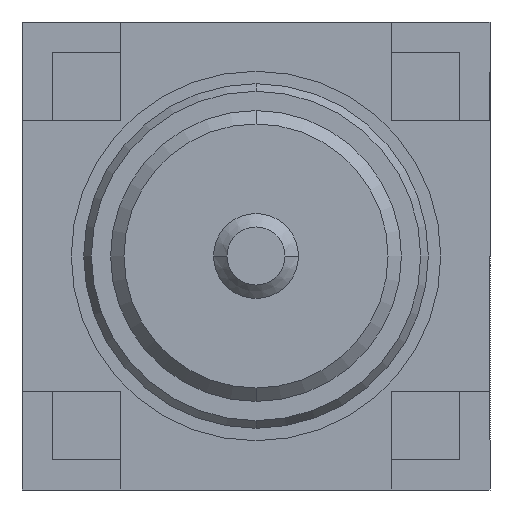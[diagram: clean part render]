
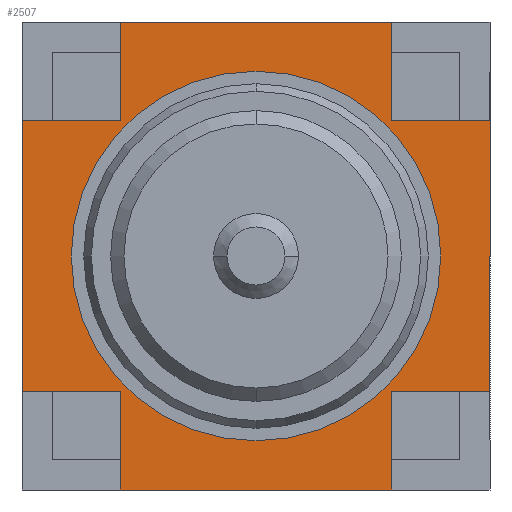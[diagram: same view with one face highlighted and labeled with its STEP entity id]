
A CAD part, front view. The second image highlights one B-rep face of the part: STEP entity #2507.
In plain terms, the highlighted planar face has unit normal (0, -1, 0).
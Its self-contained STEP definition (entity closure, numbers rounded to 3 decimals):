
#39 = CARTESIAN_POINT ( 'NONE',  ( 0., 0.5, 0. ) ) ;
#110 = DIRECTION ( 'NONE',  ( 0., -1., 0. ) ) ;
#120 = CARTESIAN_POINT ( 'NONE',  ( -3.5, 0.5, -2.03 ) ) ;
#152 = DIRECTION ( 'NONE',  ( -1., 0., 0. ) ) ;
#174 = CARTESIAN_POINT ( 'NONE',  ( -2.03, 0.5, -2.03 ) ) ;
#177 = CARTESIAN_POINT ( 'NONE',  ( 2.03, 0.5, -2.03 ) ) ;
#232 = EDGE_CURVE ( 'NONE', #1477, #2022, #1534, .T. ) ;
#251 = DIRECTION ( 'NONE',  ( 0., 0., -1. ) ) ;
#256 = CARTESIAN_POINT ( 'NONE',  ( -2.03, 0.5, -2.03 ) ) ;
#287 = ORIENTED_EDGE ( 'NONE', *, *, #3999, .F. ) ;
#332 = LINE ( 'NONE', #3900, #689 ) ;
#374 = DIRECTION ( 'NONE',  ( 1., 0., 0. ) ) ;
#412 = LINE ( 'NONE', #2596, #2147 ) ;
#437 = LINE ( 'NONE', #3261, #2695 ) ;
#455 = CARTESIAN_POINT ( 'NONE',  ( 0., 0.5, 2.763 ) ) ;
#510 = DIRECTION ( 'NONE',  ( 1., 0., 0. ) ) ;
#529 = CARTESIAN_POINT ( 'NONE',  ( -2.03, 0.5, 2.03 ) ) ;
#541 = EDGE_CURVE ( 'NONE', #3009, #4027, #1102, .T. ) ;
#582 = EDGE_CURVE ( 'NONE', #1705, #3992, #2475, .T. ) ;
#648 = LINE ( 'NONE', #1281, #2719 ) ;
#676 = LINE ( 'NONE', #2606, #1621 ) ;
#678 = VERTEX_POINT ( 'NONE', #3456 ) ;
#686 = ORIENTED_EDGE ( 'NONE', *, *, #582, .T. ) ;
#689 = VECTOR ( 'NONE', #921, 1000. ) ;
#725 = ORIENTED_EDGE ( 'NONE', *, *, #2797, .T. ) ;
#766 = CARTESIAN_POINT ( 'NONE',  ( 2.03, 0.5, 2.03 ) ) ;
#808 = CIRCLE ( 'NONE', #2225, 2.763 ) ;
#921 = DIRECTION ( 'NONE',  ( -1., 0., 0. ) ) ;
#950 = ORIENTED_EDGE ( 'NONE', *, *, #1314, .F. ) ;
#967 = LINE ( 'NONE', #1211, #1422 ) ;
#978 = VERTEX_POINT ( 'NONE', #1014 ) ;
#1014 = CARTESIAN_POINT ( 'NONE',  ( -2.03, 0.5, -3.5 ) ) ;
#1030 = CARTESIAN_POINT ( 'NONE',  ( 2.03, 0.5, -3.5 ) ) ;
#1038 = EDGE_CURVE ( 'NONE', #4027, #1590, #676, .T. ) ;
#1060 = ORIENTED_EDGE ( 'NONE', *, *, #1361, .T. ) ;
#1102 = LINE ( 'NONE', #766, #1216 ) ;
#1158 = CARTESIAN_POINT ( 'NONE',  ( 0., 0.5, 0. ) ) ;
#1168 = VERTEX_POINT ( 'NONE', #455 ) ;
#1174 = ORIENTED_EDGE ( 'NONE', *, *, #541, .T. ) ;
#1211 = CARTESIAN_POINT ( 'NONE',  ( -3.5, 0.5, -3.5 ) ) ;
#1216 = VECTOR ( 'NONE', #152, 1000. ) ;
#1273 = EDGE_CURVE ( 'NONE', #3009, #3985, #648, .T. ) ;
#1281 = CARTESIAN_POINT ( 'NONE',  ( 3.5, 0.5, -3.5 ) ) ;
#1314 = EDGE_CURVE ( 'NONE', #2661, #4129, #967, .T. ) ;
#1336 = AXIS2_PLACEMENT_3D ( 'NONE', #39, #2140, #2281 ) ;
#1355 = VECTOR ( 'NONE', #3435, 1000. ) ;
#1361 = EDGE_CURVE ( 'NONE', #3992, #4129, #332, .T. ) ;
#1384 = CARTESIAN_POINT ( 'NONE',  ( 2.03, 0.5, 3.5 ) ) ;
#1422 = VECTOR ( 'NONE', #1563, 1000. ) ;
#1445 = CARTESIAN_POINT ( 'NONE',  ( -2.03, 0.5, 2.03 ) ) ;
#1467 = VECTOR ( 'NONE', #251, 1000. ) ;
#1474 = DIRECTION ( 'NONE',  ( 0., 0., 1. ) ) ;
#1477 = VERTEX_POINT ( 'NONE', #1030 ) ;
#1486 = CARTESIAN_POINT ( 'NONE',  ( -2.03, 0.5, -2.03 ) ) ;
#1492 = ORIENTED_EDGE ( 'NONE', *, *, #1508, .F. ) ;
#1508 = EDGE_CURVE ( 'NONE', #1705, #1590, #2646, .T. ) ;
#1534 = LINE ( 'NONE', #177, #1898 ) ;
#1563 = DIRECTION ( 'NONE',  ( 0., 0., 1. ) ) ;
#1590 = VERTEX_POINT ( 'NONE', #1384 ) ;
#1596 = EDGE_CURVE ( 'NONE', #2022, #3985, #437, .T. ) ;
#1621 = VECTOR ( 'NONE', #3239, 1000. ) ;
#1657 = DIRECTION ( 'NONE',  ( 1., 0., 0. ) ) ;
#1662 = ORIENTED_EDGE ( 'NONE', *, *, #1596, .T. ) ;
#1705 = VERTEX_POINT ( 'NONE', #3129 ) ;
#1727 = CARTESIAN_POINT ( 'NONE',  ( 0., 0.5, 0. ) ) ;
#1739 = AXIS2_PLACEMENT_3D ( 'NONE', #1727, #3038, #2716 ) ;
#1837 = CARTESIAN_POINT ( 'NONE',  ( -3.5, 0.5, 2.03 ) ) ;
#1898 = VECTOR ( 'NONE', #1474, 1000. ) ;
#1961 = EDGE_CURVE ( 'NONE', #1477, #978, #412, .T. ) ;
#1998 = CARTESIAN_POINT ( 'NONE',  ( 2.03, 0.5, -2.03 ) ) ;
#2022 = VERTEX_POINT ( 'NONE', #1998 ) ;
#2039 = DIRECTION ( 'NONE',  ( -1., 0., 0. ) ) ;
#2080 = VERTEX_POINT ( 'NONE', #256 ) ;
#2112 = VECTOR ( 'NONE', #1657, 1000. ) ;
#2140 = DIRECTION ( 'NONE',  ( 0., 1., 0. ) ) ;
#2146 = ORIENTED_EDGE ( 'NONE', *, *, #1961, .F. ) ;
#2147 = VECTOR ( 'NONE', #2039, 1000. ) ;
#2225 = AXIS2_PLACEMENT_3D ( 'NONE', #1158, #110, #3099 ) ;
#2240 = FACE_OUTER_BOUND ( 'NONE', #4082, .T. ) ;
#2281 = DIRECTION ( 'NONE',  ( 0., 0., 1. ) ) ;
#2475 = LINE ( 'NONE', #529, #1355 ) ;
#2507 = ADVANCED_FACE ( 'NONE', ( #3118, #2240 ), #4188, .F. ) ;
#2508 = ORIENTED_EDGE ( 'NONE', *, *, #3061, .F. ) ;
#2529 = DIRECTION ( 'NONE',  ( 0., 0., -1. ) ) ;
#2535 = LINE ( 'NONE', #1486, #1467 ) ;
#2596 = CARTESIAN_POINT ( 'NONE',  ( -3.5, 0.5, -3.5 ) ) ;
#2606 = CARTESIAN_POINT ( 'NONE',  ( 2.03, 0.5, 2.03 ) ) ;
#2646 = LINE ( 'NONE', #3625, #2112 ) ;
#2661 = VERTEX_POINT ( 'NONE', #120 ) ;
#2695 = VECTOR ( 'NONE', #374, 1000. ) ;
#2716 = DIRECTION ( 'NONE',  ( 0., 0., -1. ) ) ;
#2719 = VECTOR ( 'NONE', #2529, 1000. ) ;
#2786 = CARTESIAN_POINT ( 'NONE',  ( 3.5, 0.5, 2.03 ) ) ;
#2797 = EDGE_CURVE ( 'NONE', #2661, #2080, #4037, .T. ) ;
#2903 = VECTOR ( 'NONE', #510, 1000. ) ;
#2934 = ORIENTED_EDGE ( 'NONE', *, *, #232, .T. ) ;
#3009 = VERTEX_POINT ( 'NONE', #2786 ) ;
#3038 = DIRECTION ( 'NONE',  ( 0., -1., 0. ) ) ;
#3061 = EDGE_CURVE ( 'NONE', #678, #1168, #3174, .T. ) ;
#3099 = DIRECTION ( 'NONE',  ( 0., 0., -1. ) ) ;
#3118 = FACE_BOUND ( 'NONE', #3453, .T. ) ;
#3129 = CARTESIAN_POINT ( 'NONE',  ( -2.03, 0.5, 3.5 ) ) ;
#3174 = CIRCLE ( 'NONE', #1739, 2.763 ) ;
#3239 = DIRECTION ( 'NONE',  ( 0., 0., 1. ) ) ;
#3261 = CARTESIAN_POINT ( 'NONE',  ( 2.03, 0.5, -2.03 ) ) ;
#3435 = DIRECTION ( 'NONE',  ( 0., 0., -1. ) ) ;
#3453 = EDGE_LOOP ( 'NONE', ( #2508, #287 ) ) ;
#3456 = CARTESIAN_POINT ( 'NONE',  ( 0., 0.5, -2.763 ) ) ;
#3625 = CARTESIAN_POINT ( 'NONE',  ( -3.5, 0.5, 3.5 ) ) ;
#3900 = CARTESIAN_POINT ( 'NONE',  ( -2.03, 0.5, 2.03 ) ) ;
#3985 = VERTEX_POINT ( 'NONE', #4070 ) ;
#3992 = VERTEX_POINT ( 'NONE', #1445 ) ;
#3999 = EDGE_CURVE ( 'NONE', #1168, #678, #808, .T. ) ;
#4027 = VERTEX_POINT ( 'NONE', #4031 ) ;
#4031 = CARTESIAN_POINT ( 'NONE',  ( 2.03, 0.5, 2.03 ) ) ;
#4037 = LINE ( 'NONE', #174, #2903 ) ;
#4058 = ORIENTED_EDGE ( 'NONE', *, *, #4158, .T. ) ;
#4070 = CARTESIAN_POINT ( 'NONE',  ( 3.5, 0.5, -2.03 ) ) ;
#4082 = EDGE_LOOP ( 'NONE', ( #1492, #686, #1060, #950, #725, #4058, #2146, #2934, #1662, #4191, #1174, #4107 ) ) ;
#4107 = ORIENTED_EDGE ( 'NONE', *, *, #1038, .T. ) ;
#4129 = VERTEX_POINT ( 'NONE', #1837 ) ;
#4158 = EDGE_CURVE ( 'NONE', #2080, #978, #2535, .T. ) ;
#4188 = PLANE ( 'NONE',  #1336 ) ;
#4191 = ORIENTED_EDGE ( 'NONE', *, *, #1273, .F. ) ;
